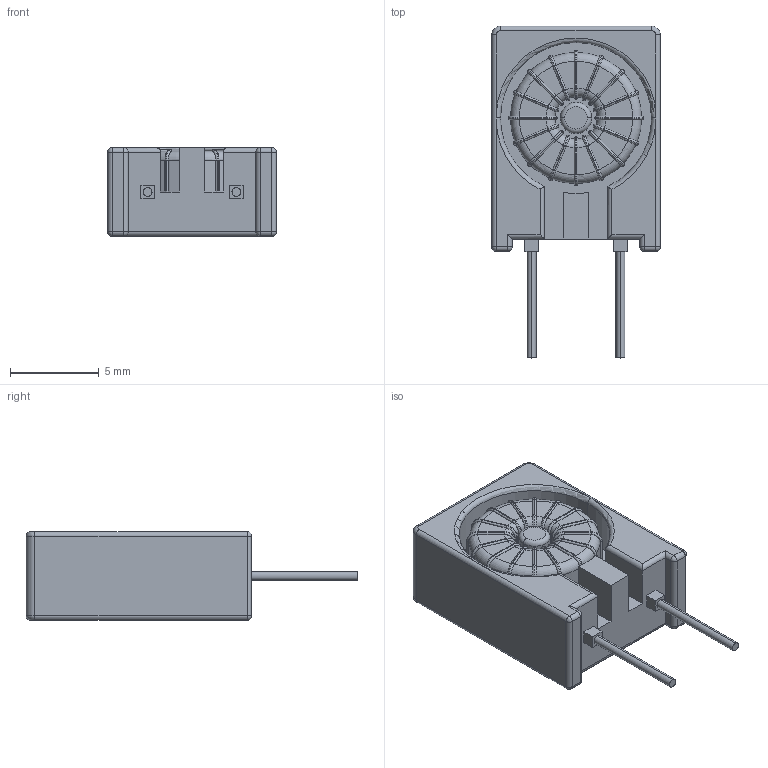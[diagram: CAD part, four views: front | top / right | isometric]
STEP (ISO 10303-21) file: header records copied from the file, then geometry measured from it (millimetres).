
FILE_DESCRIPTION (( 'STEP AP214' ), '1' );
FILE_NAME ('IFC_NTSNT_L9.5W5T5.STEP', '2018-10-23T17:14:37', ( '' ), ( '' ), 'SwSTEP 2.0', 'SolidWorks 2014', '' );
FILE_SCHEMA (( 'AUTOMOTIVE_DESIGN' ));
Length unit declared in the file: millimetre
Products named in the file (1): IFC_NTSNT_L9.5W5T5
Bounding box: 9.5 x 18.7 x 5 mm (x, y, z)
Volume: 516.1 mm3; surface area: 672.8 mm2
Topology: 1 solids, 1 shells, 498 faces, 1417 edges, 890 vertices
Faces by surface type: plane 214, cylinder 199, torus 77, sphere 8
Entity records: 21605 total; most frequent: CARTESIAN_POINT 3653, ORIENTED_EDGE 2818, DIRECTION 2700, EDGE_CURVE 1409, AXIS2_PLACEMENT_3D 964, VERTEX_POINT 890, LINE 772, VECTOR 772
